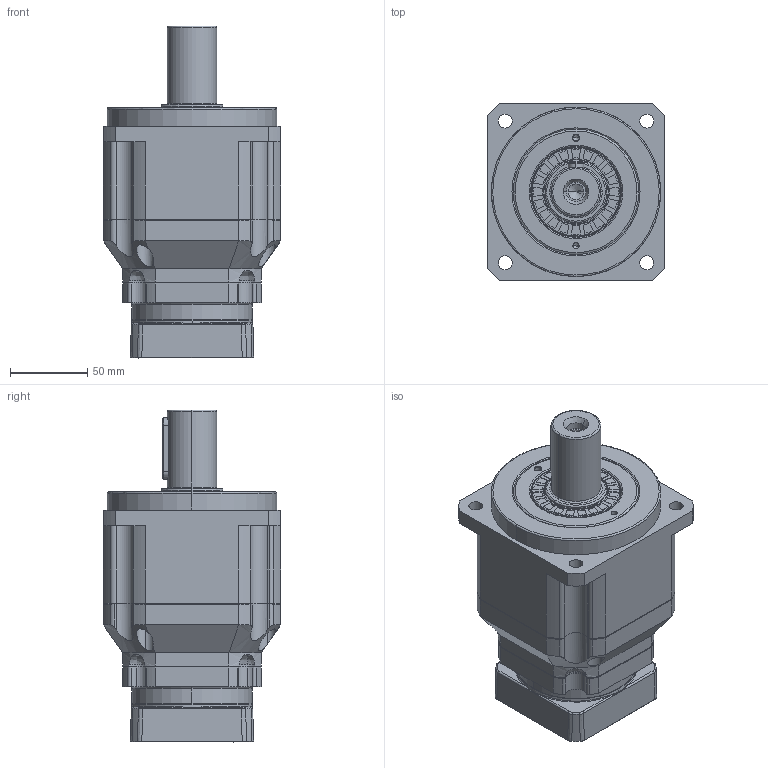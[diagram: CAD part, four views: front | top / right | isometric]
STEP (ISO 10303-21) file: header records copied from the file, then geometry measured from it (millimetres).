
FILE_DESCRIPTION (( 'STEP AP203' ), '1' );
FILE_NAME ('FAB-115D-L2-19-70-90-M5-42.STEP', '2021-05-25T08:02:07', ( 'user' ), ( '' ), 'SwSTEP 2.0', 'SolidWorks 2016', '' );
FILE_SCHEMA (( 'CONFIG_CONTROL_DESIGN' ));
Length unit declared in the file: millimetre
Products named in the file (14): 镂空输入法兰FAB090D-70x24.5xM5; 蚐猾40x58X5; FAB-115D-L2-19-70-90-M5-42; 一级内齿圈壳体FAB090D; M6-14; 输入端壳体FAB090D; 输入轴FAB090D-19; 输出内齿圈壳体FAB115D; 输入轴锁紧环 23-52-14-加螺栓; 怀堤俴陎殤FAB115D; 楊擘耜謂蹟佪M12; 隅弇覃淕杶FAB115D; M5-12樓粟菜; す瑩10X40
Assembly tree (25 placements, depth 2):
  FAB-115D-L2-19-70-90-M5-42
    输出内齿圈壳体FAB115D
    怀堤俴陎殤FAB115D
    隅弇覃淕杶FAB115D
    す瑩10X40
    蚐猾40x58X5
    一级内齿圈壳体FAB090D
    M6-14  x4
    输入端壳体FAB090D
    输入轴FAB090D-19
    输入轴锁紧环 23-52-14-加螺栓
    楊擘耜謂蹟佪M12
    M5-12樓粟菜  x10
    镂空输入法兰FAB090D-70x24.5xM5
Bounding box: 115 x 115 x 215.5 mm (x, y, z)
Volume: 1498246.4 mm3; surface area: 197699.7 mm2
Topology: 16 solids, 36 shells, 1298 faces, 3224 edges, 2009 vertices
Faces by surface type: cylinder 424, plane 395, cone 266, bspline 175, torus 38
Entity records: 40949 total; most frequent: CARTESIAN_POINT 16941, ORIENTED_EDGE 4786, DIRECTION 4475, EDGE_CURVE 2397, AXIS2_PLACEMENT_3D 1797, VERTEX_POINT 1511, EDGE_LOOP 1081, FACE_OUTER_BOUND 977
